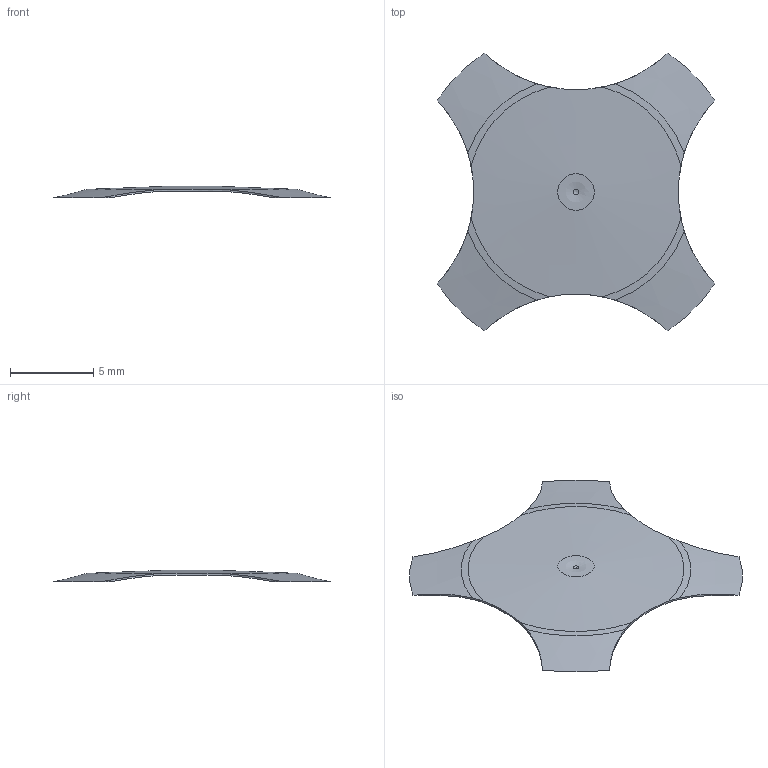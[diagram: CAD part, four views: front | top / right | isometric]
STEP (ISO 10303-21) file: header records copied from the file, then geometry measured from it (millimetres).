
FILE_DESCRIPTION(/* description */ (''),/* implementation_level */ '2;1');
FILE_NAME(/* name */ 'button.step',/* time_stamp */ '2023-12-23T19:57:52+08:00',/* author */ (''),/* organization */ (''),/* preprocessor_version */ 'ST-DEVELOPER v20',/* originating_system */ 'Autodesk Translation Framework v12.14.0.127',/* authorisation */ '');
FILE_SCHEMA (('AUTOMOTIVE_DESIGN { 1 0 10303 214 3 1 1 }'));
Length unit declared in the file: millimetre
Products named in the file (1): button
Bounding box: 16.69 x 16.69 x 0.72 mm (x, y, z)
Volume: 22 mm3; surface area: 402 mm2
Topology: 1 solids, 1 shells, 25 faces, 74 edges, 49 vertices
Faces by surface type: cone 12, cylinder 4, plane 4, torus 4, bspline 1
Entity records: 977 total; most frequent: CARTESIAN_POINT 319, ORIENTED_EDGE 144, DIRECTION 122, EDGE_CURVE 72, AXIS2_PLACEMENT_3D 59, VERTEX_POINT 49, CIRCLE 34, B_SPLINE_CURVE_WITH_KNOTS 34
